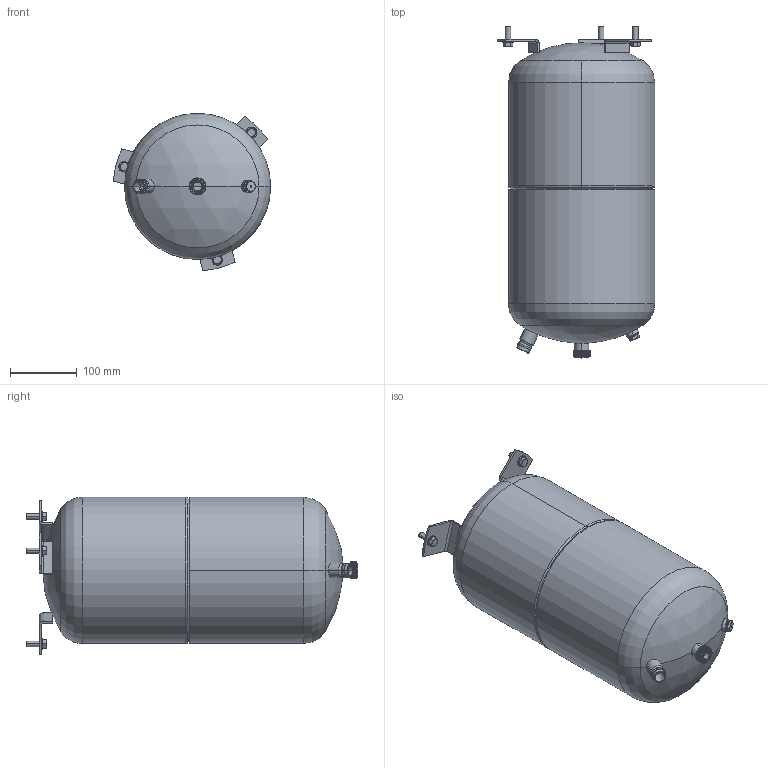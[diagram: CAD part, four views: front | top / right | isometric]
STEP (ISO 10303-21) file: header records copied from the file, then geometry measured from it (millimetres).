
FILE_DESCRIPTION((''),'2;1');
FILE_NAME('118U6013_ASM','2023-04-03T16:28:34',('U375483'),('DANFOSS COMMERCIAL COMPRESSOR'),'CREO PARAMETRIC BY PTC INC, 2022124','CREO PARAMETRIC BY PTC INC, 2022124','');
FILE_SCHEMA(('CONFIG_CONTROL_DESIGN'));
Length unit declared in the file: millimetre
Products named in the file (14): 063197; 062876; 063403; 063375; 062468_DEFAULT_COMO_USINADO_; 063281; 063274; 063201; 063495; 063273; 118U6013_1_ASM; 193U5089; M8X25; 118U6013_ASM
Assembly tree (19 placements, depth 3):
  118U6013_ASM
    118U6013_1_ASM
      063197  x3
      062876
      063403
      063375
      062468_DEFAULT_COMO_USINADO_
      063281
      063274
      063201
      063495
      063273
    193U5089  x3
    M8X25  x3
Bounding box: 235.74 x 497.15 x 235.74 mm (x, y, z)
Volume: 1326245 mm3; surface area: 752697.4 mm2
Topology: 18 solids, 18 shells, 314 faces, 696 edges, 432 vertices
Faces by surface type: cylinder 129, plane 113, cone 40, torus 18, sphere 8, extrusion 4, bspline 2
Entity records: 11920 total; most frequent: CARTESIAN_POINT 6198, DIRECTION 1255, ORIENTED_EDGE 1056, AXIS2_PLACEMENT_3D 531, EDGE_CURVE 528, VERTEX_POINT 328, EDGE_LOOP 272, CIRCLE 256
